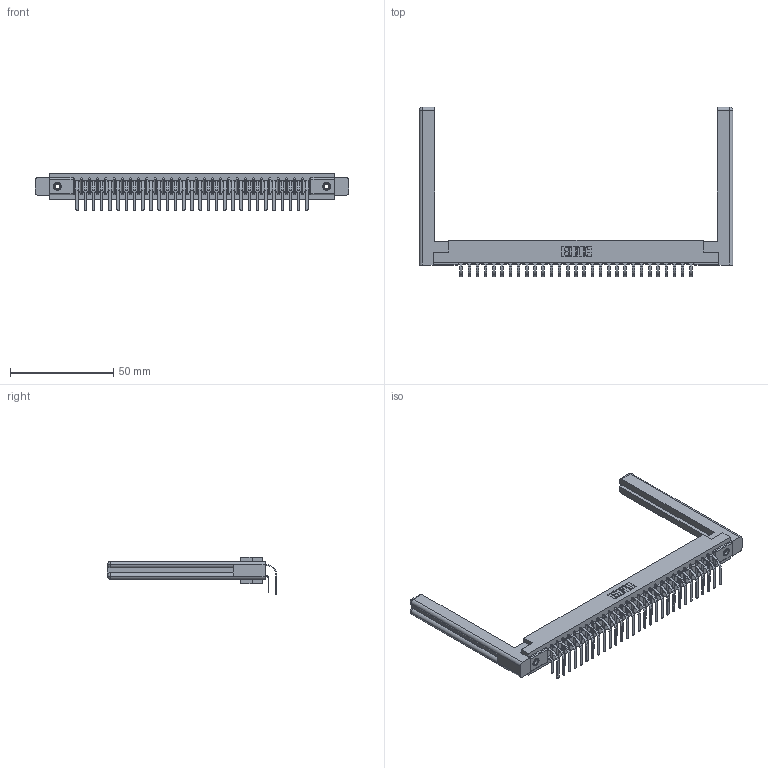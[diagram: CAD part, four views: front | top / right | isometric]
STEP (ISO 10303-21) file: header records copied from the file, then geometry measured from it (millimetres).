
FILE_DESCRIPTION (( 'STEP AP203' ), '1' );
FILE_NAME ('357-058-459-258.STEP', '2022-07-07T22:17:12', ( '' ), ( '' ), 'SwSTEP 2.0', 'SolidWorks 2020', '' );
FILE_SCHEMA (( 'CONFIG_CONTROL_DESIGN' ));
Length unit declared in the file: inch
Products named in the file (6): 307 Part_.156 Dia Mounting Holes; 307-220-058; 345-250-001_345-250-001-102; 357-058-459-258; 307-290-001_558 559 - 1 (Single); 307-290-001_559 - 2 (Single)
Assembly tree (63 placements, depth 2):
  357-058-459-258
    307 Part_.156 Dia Mounting Holes
    307-290-001_558 559 - 1 (Single)  x29
    307-290-001_559 - 2 (Single)  x29
    307-220-058  x2
    345-250-001_345-250-001-102  x2
Bounding box: 151.54 x 81.83 x 18.07 mm (x, y, z)
Volume: 23369.5 mm3; surface area: 25744.6 mm2
Topology: 63 solids, 63 shells, 3190 faces, 8913 edges, 5770 vertices
Faces by surface type: plane 2068, cylinder 1038, sphere 60, torus 12, cone 12
Entity records: 31472 total; most frequent: CARTESIAN_POINT 5174, ORIENTED_EDGE 5068, DIRECTION 5030, EDGE_CURVE 2534, VECTOR 1934, LINE 1934, VERTEX_POINT 1638, AXIS2_PLACEMENT_3D 1548
